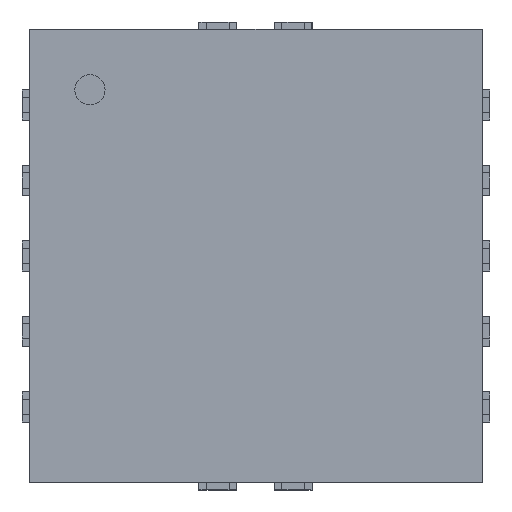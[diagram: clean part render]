
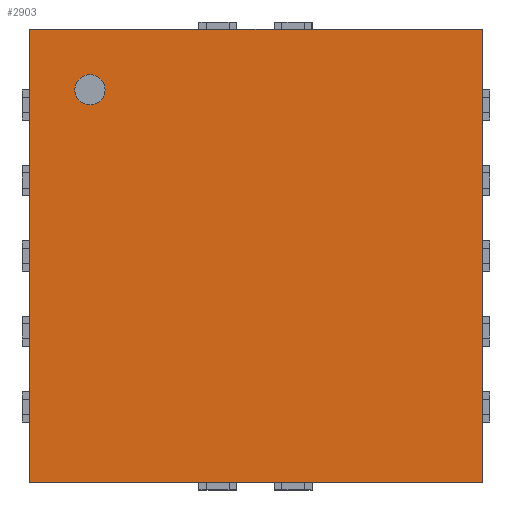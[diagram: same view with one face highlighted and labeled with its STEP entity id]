
A CAD part, top view. The second image highlights one B-rep face of the part: STEP entity #2903.
In plain terms, the highlighted planar face has unit normal (0, 0, 1).
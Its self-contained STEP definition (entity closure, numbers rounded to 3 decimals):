
#14 = VERTEX_POINT ( 'NONE', #9038 ) ;
#265 = VECTOR ( 'NONE', #8468, 1000. ) ;
#280 = ORIENTED_EDGE ( 'NONE', *, *, #3298, .F. ) ;
#570 = AXIS2_PLACEMENT_3D ( 'NONE', #8640, #6555, #4422 ) ;
#785 = VECTOR ( 'NONE', #5153, 1000. ) ;
#983 = EDGE_CURVE ( 'NONE', #14, #7403, #3362, .T. ) ;
#984 = CARTESIAN_POINT ( 'NONE',  ( 1.5, 1.5, 0.75 ) ) ;
#1075 = ORIENTED_EDGE ( 'NONE', *, *, #983, .F. ) ;
#1373 = DIRECTION ( 'NONE',  ( 0., -1., 0. ) ) ;
#1474 = CARTESIAN_POINT ( 'NONE',  ( 0., -1.5, 0.75 ) ) ;
#1606 = CARTESIAN_POINT ( 'NONE',  ( -1., 1.1, 0.75 ) ) ;
#1762 = VECTOR ( 'NONE', #1373, 1000. ) ;
#1985 = VERTEX_POINT ( 'NONE', #2632 ) ;
#2243 = CARTESIAN_POINT ( 'NONE',  ( 1.5, 0., 0.75 ) ) ;
#2364 = VERTEX_POINT ( 'NONE', #1606 ) ;
#2424 = EDGE_CURVE ( 'NONE', #2364, #1985, #4928, .T. ) ;
#2490 = DIRECTION ( 'NONE',  ( 1., 0., 0. ) ) ;
#2532 = LINE ( 'NONE', #8706, #4614 ) ;
#2632 = CARTESIAN_POINT ( 'NONE',  ( -1.2, 1.1, 0.75 ) ) ;
#2671 = DIRECTION ( 'NONE',  ( 1., 0., 0. ) ) ;
#2903 = ADVANCED_FACE ( 'NONE', ( #5321, #8160 ), #3964, .F. ) ;
#3078 = ORIENTED_EDGE ( 'NONE', *, *, #6561, .F. ) ;
#3230 = AXIS2_PLACEMENT_3D ( 'NONE', #8988, #8385, #2671 ) ;
#3298 = EDGE_CURVE ( 'NONE', #7978, #14, #8420, .T. ) ;
#3326 = EDGE_LOOP ( 'NONE', ( #1075, #280, #3078, #7186 ) ) ;
#3362 = LINE ( 'NONE', #1474, #265 ) ;
#3880 = CARTESIAN_POINT ( 'NONE',  ( -1.5, 0., 0.75 ) ) ;
#3964 = PLANE ( 'NONE',  #6414 ) ;
#3971 = EDGE_CURVE ( 'NONE', #1985, #2364, #4974, .T. ) ;
#4024 = CARTESIAN_POINT ( 'NONE',  ( -1.5, 1.5, 0.75 ) ) ;
#4335 = ORIENTED_EDGE ( 'NONE', *, *, #3971, .F. ) ;
#4340 = EDGE_CURVE ( 'NONE', #7403, #7043, #7191, .T. ) ;
#4422 = DIRECTION ( 'NONE',  ( 1., 0., 0. ) ) ;
#4614 = VECTOR ( 'NONE', #2490, 1000. ) ;
#4928 = CIRCLE ( 'NONE', #570, 0.1 ) ;
#4974 = CIRCLE ( 'NONE', #3230, 0.1 ) ;
#5153 = DIRECTION ( 'NONE',  ( 0., 1., 0. ) ) ;
#5321 = FACE_BOUND ( 'NONE', #7224, .T. ) ;
#5344 = ORIENTED_EDGE ( 'NONE', *, *, #2424, .F. ) ;
#6414 = AXIS2_PLACEMENT_3D ( 'NONE', #6993, #6856, #6733 ) ;
#6524 = CARTESIAN_POINT ( 'NONE',  ( -1.5, -1.5, 0.75 ) ) ;
#6555 = DIRECTION ( 'NONE',  ( 0., 0., 1. ) ) ;
#6561 = EDGE_CURVE ( 'NONE', #7043, #7978, #2532, .T. ) ;
#6733 = DIRECTION ( 'NONE',  ( -1., 0., 0. ) ) ;
#6856 = DIRECTION ( 'NONE',  ( 0., 0., -1. ) ) ;
#6993 = CARTESIAN_POINT ( 'NONE',  ( 0., 0., 0.75 ) ) ;
#7043 = VERTEX_POINT ( 'NONE', #4024 ) ;
#7186 = ORIENTED_EDGE ( 'NONE', *, *, #4340, .F. ) ;
#7191 = LINE ( 'NONE', #3880, #785 ) ;
#7224 = EDGE_LOOP ( 'NONE', ( #5344, #4335 ) ) ;
#7403 = VERTEX_POINT ( 'NONE', #6524 ) ;
#7978 = VERTEX_POINT ( 'NONE', #984 ) ;
#8160 = FACE_OUTER_BOUND ( 'NONE', #3326, .T. ) ;
#8385 = DIRECTION ( 'NONE',  ( 0., 0., 1. ) ) ;
#8420 = LINE ( 'NONE', #2243, #1762 ) ;
#8468 = DIRECTION ( 'NONE',  ( -1., 0., 0. ) ) ;
#8640 = CARTESIAN_POINT ( 'NONE',  ( -1.1, 1.1, 0.75 ) ) ;
#8706 = CARTESIAN_POINT ( 'NONE',  ( 0., 1.5, 0.75 ) ) ;
#8988 = CARTESIAN_POINT ( 'NONE',  ( -1.1, 1.1, 0.75 ) ) ;
#9038 = CARTESIAN_POINT ( 'NONE',  ( 1.5, -1.5, 0.75 ) ) ;
